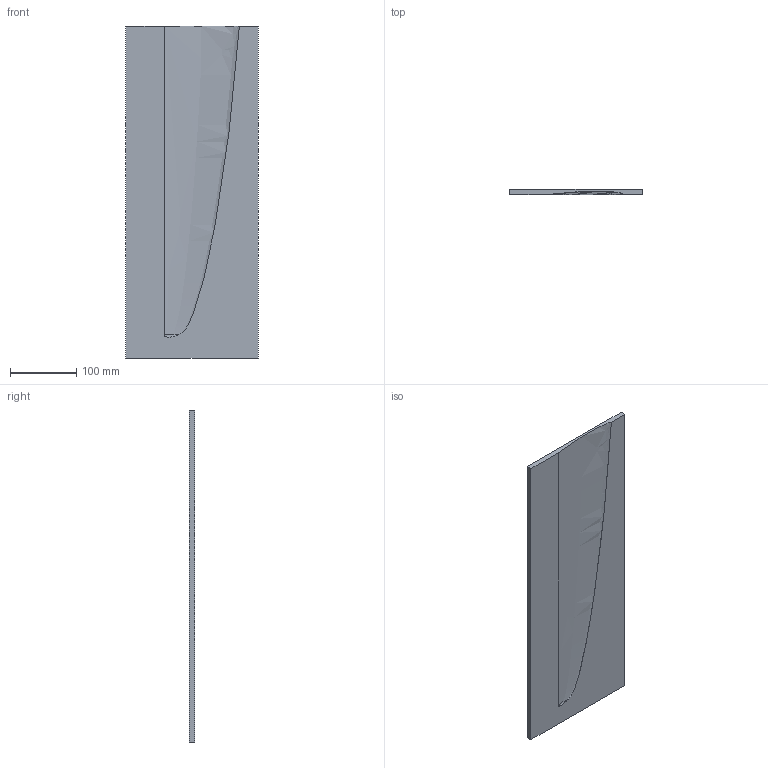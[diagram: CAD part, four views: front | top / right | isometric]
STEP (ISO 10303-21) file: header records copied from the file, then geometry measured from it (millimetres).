
FILE_DESCRIPTION(('FreeCAD Model'),'2;1');
FILE_NAME('Projet Moule SLM46 demi moule 02-11 1.step','2019-11-03T10:58:43',('Author'),( ''),'Open CASCADE STEP processor 7.3','FreeCAD','Unknown');
FILE_SCHEMA(('AUTOMOTIVE_DESIGN { 1 0 10303 214 1 1 1 1 }'));
Length unit declared in the file: millimetre
Products named in the file (1): Clone
Bounding box: 200 x 8 x 500 mm (x, y, z)
Volume: 691818.4 mm3; surface area: 211171.9 mm2
Topology: 1 solids, 1 shells, 8 faces, 20 edges, 12 vertices
Faces by surface type: plane 6, bspline 2
Entity records: 1599 total; most frequent: CARTESIAN_POINT 1227, DIRECTION 56, LINE 42, VECTOR 42, ORIENTED_EDGE 36, PCURVE 36, DEFINITIONAL_REPRESENTATION 36, EDGE_CURVE 18
